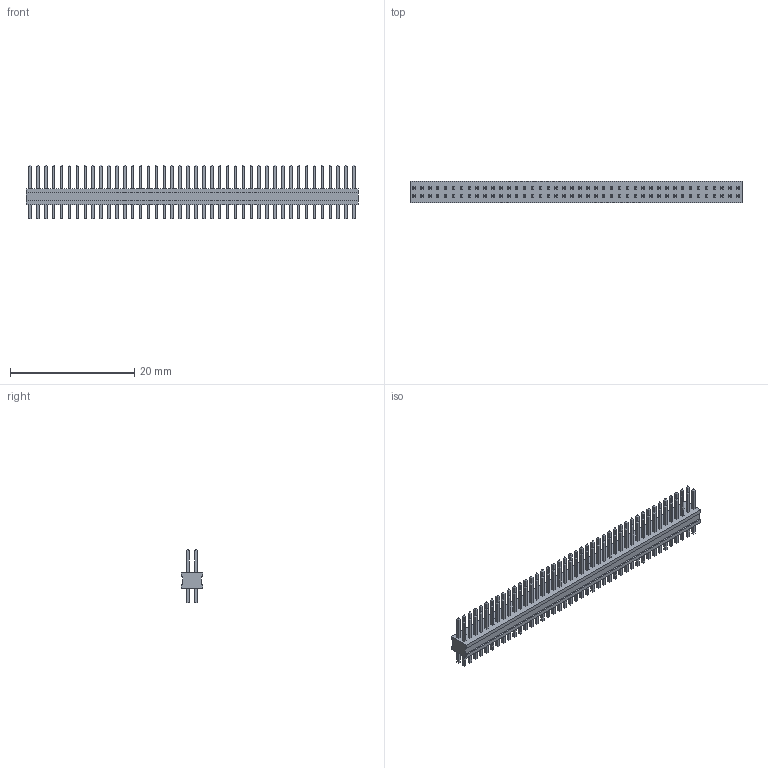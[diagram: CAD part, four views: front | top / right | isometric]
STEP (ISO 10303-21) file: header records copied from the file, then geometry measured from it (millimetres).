
FILE_DESCRIPTION(('FreeCAD Model'),'2;1');
FILE_NAME('Open CASCADE Shape Model','2025-01-15T15:28:55',(''),(''), 'Open CASCADE STEP processor 7.8','FreeCAD','Unknown');
FILE_SCHEMA(('AUTOMOTIVE_DESIGN { 1 0 10303 214 1 1 1 1 }'));
Length unit declared in the file: millimetre
Products named in the file (4): FTSH-142-04-L-D; FTSH-142-04-L-D_body; FTSH-142-04-L-D_pins1; FTSH-142-04-L-D_pins2
Assembly tree (3 placements, depth 2):
  FTSH-142-04-L-D
    FTSH-142-04-L-D_body
    FTSH-142-04-L-D_pins1
    FTSH-142-04-L-D_pins2
Bounding box: 53.34 x 3.43 x 8.61 mm (x, y, z)
Volume: 524.4 mm3; surface area: 2236.8 mm2
Topology: 3 solids, 3 shells, 1528 faces, 4230 edges, 2708 vertices
Faces by surface type: plane 1528
Entity records: 47695 total; most frequent: CARTESIAN_POINT 8470, ORIENTED_EDGE 8460, DIRECTION 7294, EDGE_CURVE 4230, LINE 4230, VECTOR 4230, VERTEX_POINT 2708, FACE_BOUND 1696
